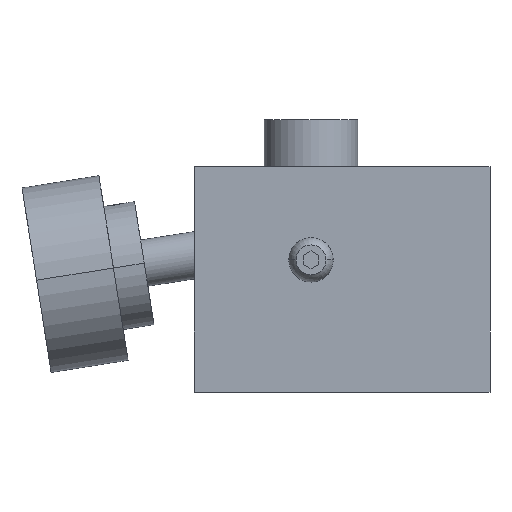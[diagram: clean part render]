
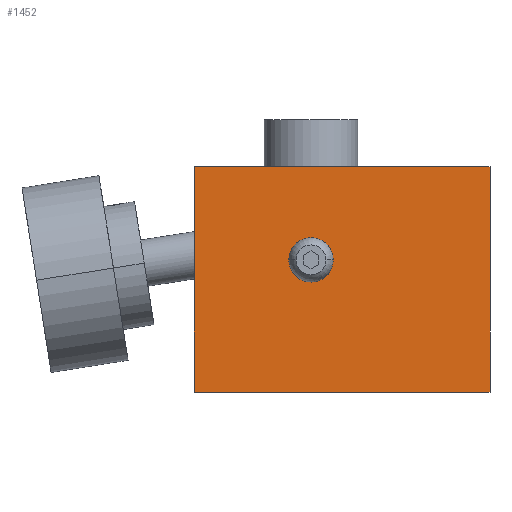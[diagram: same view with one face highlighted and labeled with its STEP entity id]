
A CAD part, front view. The second image highlights one B-rep face of the part: STEP entity #1452.
In plain terms, the highlighted planar face has unit normal (0, -1, 0).
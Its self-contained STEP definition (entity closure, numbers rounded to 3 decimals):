
#38 = AXIS2_PLACEMENT_3D ( 'NONE', #98, #1690, #1193 ) ;
#54 = EDGE_CURVE ( 'NONE', #1397, #331, #1769, .T. ) ;
#98 = CARTESIAN_POINT ( 'NONE',  ( -15., -9.5, 17. ) ) ;
#109 = CIRCLE ( 'NONE', #1347, 2.85 ) ;
#120 = CARTESIAN_POINT ( 'NONE',  ( -30., -9.5, 29. ) ) ;
#161 = CARTESIAN_POINT ( 'NONE',  ( 8., -9.5, 0. ) ) ;
#213 = DIRECTION ( 'NONE',  ( 1., 0., 0. ) ) ;
#257 = VERTEX_POINT ( 'NONE', #1197 ) ;
#273 = CARTESIAN_POINT ( 'NONE',  ( -17.85, -9.5, 17. ) ) ;
#276 = VECTOR ( 'NONE', #667, 1000. ) ;
#331 = VERTEX_POINT ( 'NONE', #273 ) ;
#348 = DIRECTION ( 'NONE',  ( 0., 0., 1. ) ) ;
#355 = CARTESIAN_POINT ( 'NONE',  ( -15., -9.5, 17. ) ) ;
#363 = LINE ( 'NONE', #988, #2013 ) ;
#367 = VERTEX_POINT ( 'NONE', #120 ) ;
#419 = DIRECTION ( 'NONE',  ( 0., 0., -1. ) ) ;
#492 = CARTESIAN_POINT ( 'NONE',  ( -30., -9.5, 0. ) ) ;
#510 = CARTESIAN_POINT ( 'NONE',  ( -12.15, -9.5, 17. ) ) ;
#620 = ORIENTED_EDGE ( 'NONE', *, *, #1894, .F. ) ;
#640 = PLANE ( 'NONE',  #1910 ) ;
#664 = FACE_BOUND ( 'NONE', #1583, .T. ) ;
#667 = DIRECTION ( 'NONE',  ( 0., 0., -1. ) ) ;
#672 = LINE ( 'NONE', #1226, #2017 ) ;
#688 = ORIENTED_EDGE ( 'NONE', *, *, #1076, .T. ) ;
#718 = DIRECTION ( 'NONE',  ( 1., 0., 0. ) ) ;
#732 = CARTESIAN_POINT ( 'NONE',  ( -30., -9.5, 0. ) ) ;
#814 = VECTOR ( 'NONE', #718, 1000. ) ;
#823 = ORIENTED_EDGE ( 'NONE', *, *, #1907, .F. ) ;
#844 = ORIENTED_EDGE ( 'NONE', *, *, #2073, .T. ) ;
#845 = DIRECTION ( 'NONE',  ( 0., 0., -1. ) ) ;
#934 = VERTEX_POINT ( 'NONE', #161 ) ;
#988 = CARTESIAN_POINT ( 'NONE',  ( -30., -9.5, 29. ) ) ;
#998 = DIRECTION ( 'NONE',  ( 0., 1., 0. ) ) ;
#1026 = LINE ( 'NONE', #1508, #276 ) ;
#1076 = EDGE_CURVE ( 'NONE', #1985, #934, #1684, .T. ) ;
#1140 = EDGE_CURVE ( 'NONE', #367, #1985, #672, .T. ) ;
#1193 = DIRECTION ( 'NONE',  ( 0., 0., -1. ) ) ;
#1197 = CARTESIAN_POINT ( 'NONE',  ( 8., -9.5, 29. ) ) ;
#1226 = CARTESIAN_POINT ( 'NONE',  ( -30., -9.5, 29. ) ) ;
#1229 = ORIENTED_EDGE ( 'NONE', *, *, #1140, .T. ) ;
#1347 = AXIS2_PLACEMENT_3D ( 'NONE', #355, #998, #845 ) ;
#1397 = VERTEX_POINT ( 'NONE', #510 ) ;
#1452 = ADVANCED_FACE ( 'NONE', ( #664, #1808 ), #640, .F. ) ;
#1472 = ORIENTED_EDGE ( 'NONE', *, *, #54, .T. ) ;
#1508 = CARTESIAN_POINT ( 'NONE',  ( 8., -9.5, 29. ) ) ;
#1524 = EDGE_LOOP ( 'NONE', ( #688, #823, #620, #1229 ) ) ;
#1583 = EDGE_LOOP ( 'NONE', ( #844, #1472 ) ) ;
#1615 = DIRECTION ( 'NONE',  ( 0., 1., 0. ) ) ;
#1684 = LINE ( 'NONE', #732, #814 ) ;
#1690 = DIRECTION ( 'NONE',  ( 0., 1., 0. ) ) ;
#1769 = CIRCLE ( 'NONE', #38, 2.85 ) ;
#1808 = FACE_OUTER_BOUND ( 'NONE', #1524, .T. ) ;
#1818 = CARTESIAN_POINT ( 'NONE',  ( -30., -9.5, 29. ) ) ;
#1894 = EDGE_CURVE ( 'NONE', #367, #257, #363, .T. ) ;
#1907 = EDGE_CURVE ( 'NONE', #257, #934, #1026, .T. ) ;
#1910 = AXIS2_PLACEMENT_3D ( 'NONE', #1818, #1615, #348 ) ;
#1985 = VERTEX_POINT ( 'NONE', #492 ) ;
#2013 = VECTOR ( 'NONE', #213, 1000. ) ;
#2017 = VECTOR ( 'NONE', #419, 1000. ) ;
#2073 = EDGE_CURVE ( 'NONE', #331, #1397, #109, .T. ) ;
